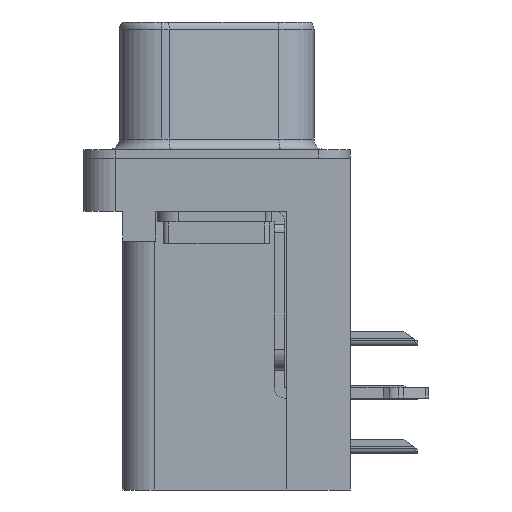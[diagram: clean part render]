
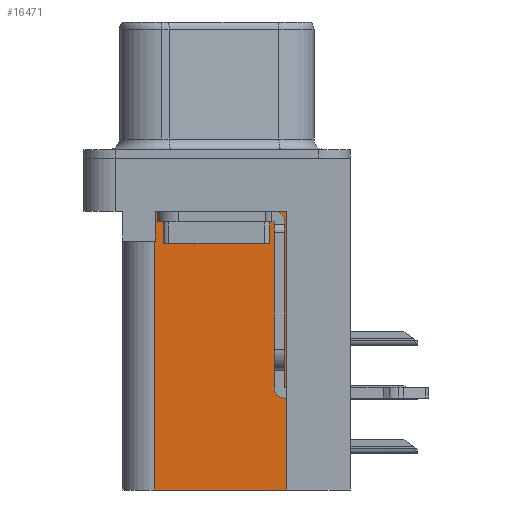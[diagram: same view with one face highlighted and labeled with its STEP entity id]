
A CAD part, left-side view. The second image highlights one B-rep face of the part: STEP entity #16471.
In plain terms, the highlighted planar face has unit normal (-1, 0, 0).
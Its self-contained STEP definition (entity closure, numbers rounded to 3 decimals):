
#601 = DIRECTION ( 'NONE',  ( 0., 1., 0. ) ) ;
#605 = CARTESIAN_POINT ( 'NONE',  ( 3.7, 2.925, -15.6 ) ) ;
#1162 = CARTESIAN_POINT ( 'NONE',  ( 3.7, -3.295, -15.6 ) ) ;
#1285 = AXIS2_PLACEMENT_3D ( 'NONE', #19750, #21595, #601 ) ;
#1431 = CARTESIAN_POINT ( 'NONE',  ( 3.7, 2.895, -3.9 ) ) ;
#2552 = VECTOR ( 'NONE', #4870, 1000. ) ;
#3197 = FACE_OUTER_BOUND ( 'NONE', #28362, .T. ) ;
#3201 = CARTESIAN_POINT ( 'NONE',  ( 3.7, -3.295, -15.6 ) ) ;
#3355 = DIRECTION ( 'NONE',  ( 0., 1., 0. ) ) ;
#4795 = EDGE_CURVE ( 'NONE', #18401, #28668, #6194, .T. ) ;
#4870 = DIRECTION ( 'NONE',  ( 0., 1., 0. ) ) ;
#4917 = DIRECTION ( 'NONE',  ( 0., 0., 1. ) ) ;
#5500 = EDGE_CURVE ( 'NONE', #5649, #18811, #18715, .T. ) ;
#5649 = VERTEX_POINT ( 'NONE', #21739 ) ;
#6194 = LINE ( 'NONE', #1431, #18171 ) ;
#6206 = CARTESIAN_POINT ( 'NONE',  ( 3.7, 0., -3.9 ) ) ;
#6258 = VECTOR ( 'NONE', #27897, 1000. ) ;
#7107 = ORIENTED_EDGE ( 'NONE', *, *, #5500, .F. ) ;
#11282 = CARTESIAN_POINT ( 'NONE',  ( 3.7, 2.895, -2.5 ) ) ;
#11454 = ORIENTED_EDGE ( 'NONE', *, *, #4795, .T. ) ;
#11571 = VERTEX_POINT ( 'NONE', #24851 ) ;
#12108 = PLANE ( 'NONE',  #1285 ) ;
#12111 = LINE ( 'NONE', #19012, #6258 ) ;
#13761 = CARTESIAN_POINT ( 'NONE',  ( 3.7, -3.295, -2.5 ) ) ;
#14105 = CARTESIAN_POINT ( 'NONE',  ( 3.7, 2.895, -3.9 ) ) ;
#15390 = DIRECTION ( 'NONE',  ( 0., 1., 0. ) ) ;
#15641 = VECTOR ( 'NONE', #4917, 1000. ) ;
#16397 = VECTOR ( 'NONE', #15390, 1000. ) ;
#16471 = ADVANCED_FACE ( 'NONE', ( #3197 ), #12108, .F. ) ;
#16513 = LINE ( 'NONE', #13761, #2552 ) ;
#17272 = DIRECTION ( 'NONE',  ( 0., 0., -1. ) ) ;
#18171 = VECTOR ( 'NONE', #17272, 1000. ) ;
#18401 = VERTEX_POINT ( 'NONE', #11282 ) ;
#18465 = EDGE_CURVE ( 'NONE', #28668, #18811, #24582, .T. ) ;
#18715 = LINE ( 'NONE', #605, #15641 ) ;
#18811 = VERTEX_POINT ( 'NONE', #21899 ) ;
#19012 = CARTESIAN_POINT ( 'NONE',  ( 3.7, -3.295, -15.6 ) ) ;
#19750 = CARTESIAN_POINT ( 'NONE',  ( 3.7, -3.295, -15.6 ) ) ;
#20451 = VECTOR ( 'NONE', #3355, 1000. ) ;
#21595 = DIRECTION ( 'NONE',  ( 1., 0., 0. ) ) ;
#21739 = CARTESIAN_POINT ( 'NONE',  ( 3.7, 2.925, -15.6 ) ) ;
#21899 = CARTESIAN_POINT ( 'NONE',  ( 3.7, 2.925, -3.9 ) ) ;
#22303 = EDGE_CURVE ( 'NONE', #11571, #18401, #16513, .T. ) ;
#22461 = VERTEX_POINT ( 'NONE', #1162 ) ;
#22795 = ORIENTED_EDGE ( 'NONE', *, *, #22303, .T. ) ;
#23607 = ORIENTED_EDGE ( 'NONE', *, *, #29607, .T. ) ;
#24502 = LINE ( 'NONE', #3201, #20451 ) ;
#24582 = LINE ( 'NONE', #6206, #16397 ) ;
#24851 = CARTESIAN_POINT ( 'NONE',  ( 3.7, -3.295, -2.5 ) ) ;
#26618 = ORIENTED_EDGE ( 'NONE', *, *, #18465, .T. ) ;
#26726 = ORIENTED_EDGE ( 'NONE', *, *, #29705, .F. ) ;
#27897 = DIRECTION ( 'NONE',  ( 0., 0., 1. ) ) ;
#28362 = EDGE_LOOP ( 'NONE', ( #22795, #11454, #26618, #7107, #26726, #23607 ) ) ;
#28668 = VERTEX_POINT ( 'NONE', #14105 ) ;
#29607 = EDGE_CURVE ( 'NONE', #22461, #11571, #12111, .T. ) ;
#29705 = EDGE_CURVE ( 'NONE', #22461, #5649, #24502, .T. ) ;
